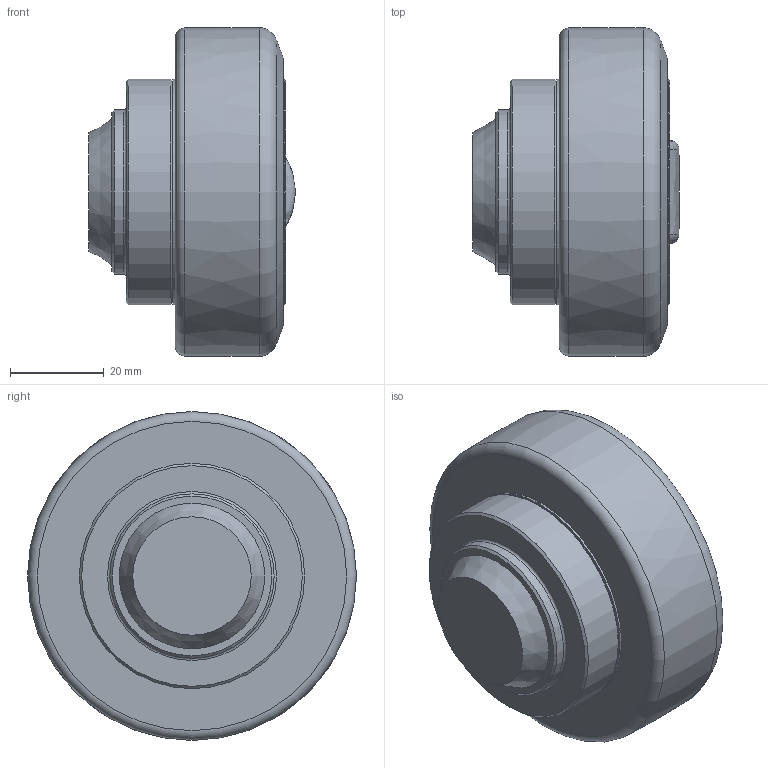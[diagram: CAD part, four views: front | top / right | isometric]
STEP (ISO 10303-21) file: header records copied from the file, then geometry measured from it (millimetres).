
FILE_DESCRIPTION(/* description */ ('-','CAx-IF Rec.Pracs.---Representation and Presentation of Product Manufacturing Information (PMI)---4.0---2014-10-13'),/* implementation_level */ '2;1');
FILE_NAME(/* name */ '1f538505-2560-4c56-94ce-816d0466ceb8.stp',/* time_stamp */ '2020-04-01T16:28:52+02:00',/* author */ ('-'),/* organization */ ('NTI CADcenter A/S'),/* preprocessor_version */ 'ST-DEVELOPER v18',/* originating_system */ 'Autodesk Inventor 2020',/* authorisation */ '-');
FILE_SCHEMA (('AP242_MANAGED_MODEL_BASED_3D_ENGINEERING_MIM_LF { 1 0 10303 442 1 1 4 }'));
Length unit declared in the file: millimetre
Products named in the file (1): TR 070.0350_Kontur
Bounding box: 44.1 x 70.1 x 70.09 mm (x, y, z)
Volume: 112640.7 mm3; surface area: 14315.9 mm2
Topology: 1 solids, 1 shells, 55 faces, 140 edges, 98 vertices
Faces by surface type: plane 30, cylinder 10, cone 8, torus 5, bspline 2
Full cylindrical faces by diameter (mm): 8 x2, 35 x1, 48 x3
Entity records: 1813 total; most frequent: CARTESIAN_POINT 374, DIRECTION 308, ORIENTED_EDGE 280, EDGE_CURVE 140, AXIS2_PLACEMENT_3D 120, VERTEX_POINT 98, LINE 68, VECTOR 68
